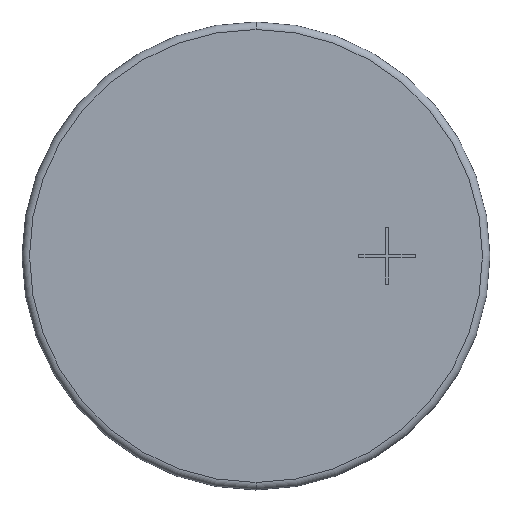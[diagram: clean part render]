
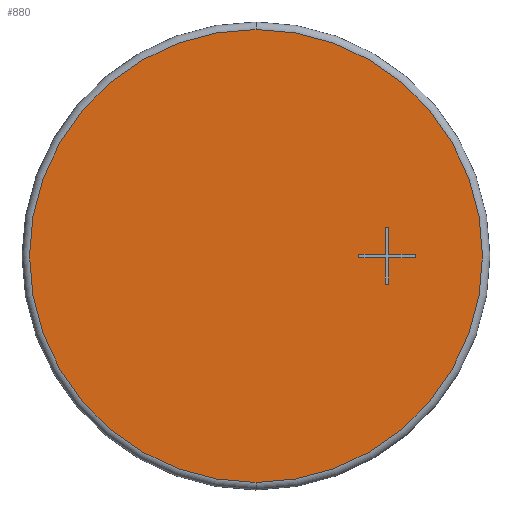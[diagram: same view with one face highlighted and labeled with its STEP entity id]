
A CAD part, top view. The second image highlights one B-rep face of the part: STEP entity #880.
In plain terms, the highlighted planar face has unit normal (0, 0, 1).
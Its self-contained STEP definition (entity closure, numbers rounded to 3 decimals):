
#394=CARTESIAN_POINT('',(0.,6.05,2.));
#395=VERTEX_POINT('',#394);
#403=CARTESIAN_POINT('',(0.,-6.05,2.0));
#404=VERTEX_POINT('',#403);
#405=CARTESIAN_POINT('',(0.0,0.0,2.0));
#406=DIRECTION('',(0.0,0.0,-1.0));
#407=DIRECTION('',(0.0,1.0,0.0));
#408=AXIS2_PLACEMENT_3D('',#405,#406,#407);
#409=CIRCLE('',#408,6.05);
#410=EDGE_CURVE('',#395,#404,#409,.T.);
#430=CARTESIAN_POINT('',(3.55,0.05,2.));
#431=VERTEX_POINT('',#430);
#438=CARTESIAN_POINT('',(3.55,0.75,2.));
#439=VERTEX_POINT('',#438);
#440=CARTESIAN_POINT('',(3.55,0.75,2.));
#441=DIRECTION('',(0.0,-1.0,0.0));
#442=VECTOR('',#441,0.7);
#443=LINE('',#440,#442);
#444=EDGE_CURVE('',#439,#431,#443,.T.);
#468=CARTESIAN_POINT('',(3.45,0.05,2.));
#469=VERTEX_POINT('',#468);
#486=CARTESIAN_POINT('',(3.45,0.75,2.));
#487=VERTEX_POINT('',#486);
#494=CARTESIAN_POINT('',(3.45,0.05,2.));
#495=DIRECTION('',(0.0,1.0,0.0));
#496=VECTOR('',#495,0.7);
#497=LINE('',#494,#496);
#498=EDGE_CURVE('',#469,#487,#497,.T.);
#510=CARTESIAN_POINT('',(3.45,-0.05,2.));
#511=VERTEX_POINT('',#510);
#518=CARTESIAN_POINT('',(3.45,-0.75,2.));
#519=VERTEX_POINT('',#518);
#520=CARTESIAN_POINT('',(3.45,-0.75,2.));
#521=DIRECTION('',(0.0,1.0,0.0));
#522=VECTOR('',#521,0.7);
#523=LINE('',#520,#522);
#524=EDGE_CURVE('',#519,#511,#523,.T.);
#549=CARTESIAN_POINT('',(3.45,0.75,2.));
#550=DIRECTION('',(1.0,0.0,0.0));
#551=VECTOR('',#550,0.1);
#552=LINE('',#549,#551);
#553=EDGE_CURVE('',#487,#439,#552,.T.);
#570=CARTESIAN_POINT('',(3.55,-0.05,2.));
#571=VERTEX_POINT('',#570);
#588=CARTESIAN_POINT('',(3.55,-0.75,2.));
#589=VERTEX_POINT('',#588);
#596=CARTESIAN_POINT('',(3.55,-0.05,2.));
#597=DIRECTION('',(0.0,-1.0,0.0));
#598=VECTOR('',#597,0.7);
#599=LINE('',#596,#598);
#600=EDGE_CURVE('',#571,#589,#599,.T.);
#611=CARTESIAN_POINT('',(3.55,-0.75,2.));
#612=DIRECTION('',(-1.0,0.0,0.0));
#613=VECTOR('',#612,0.1);
#614=LINE('',#611,#613);
#615=EDGE_CURVE('',#589,#519,#614,.T.);
#633=CARTESIAN_POINT('',(4.25,-0.05,2.));
#634=VERTEX_POINT('',#633);
#635=CARTESIAN_POINT('',(4.25,-0.05,2.));
#636=DIRECTION('',(-1.0,0.0,0.0));
#637=VECTOR('',#636,0.7);
#638=LINE('',#635,#637);
#639=EDGE_CURVE('',#634,#571,#638,.T.);
#664=CARTESIAN_POINT('',(2.75,0.05,2.));
#665=VERTEX_POINT('',#664);
#666=CARTESIAN_POINT('',(2.75,0.05,2.));
#667=DIRECTION('',(1.0,0.0,0.0));
#668=VECTOR('',#667,0.7);
#669=LINE('',#666,#668);
#670=EDGE_CURVE('',#665,#469,#669,.T.);
#740=CARTESIAN_POINT('',(2.75,-0.05,2.));
#741=VERTEX_POINT('',#740);
#748=CARTESIAN_POINT('',(3.45,-0.05,2.));
#749=DIRECTION('',(-1.0,0.0,0.0));
#750=VECTOR('',#749,0.7);
#751=LINE('',#748,#750);
#752=EDGE_CURVE('',#511,#741,#751,.T.);
#763=CARTESIAN_POINT('',(2.75,-0.05,2.));
#764=DIRECTION('',(0.0,1.0,0.0));
#765=VECTOR('',#764,0.1);
#766=LINE('',#763,#765);
#767=EDGE_CURVE('',#741,#665,#766,.T.);
#781=CARTESIAN_POINT('',(4.25,0.05,2.));
#782=VERTEX_POINT('',#781);
#789=CARTESIAN_POINT('',(3.55,0.05,2.));
#790=DIRECTION('',(1.0,0.0,0.0));
#791=VECTOR('',#790,0.7);
#792=LINE('',#789,#791);
#793=EDGE_CURVE('',#431,#782,#792,.T.);
#804=CARTESIAN_POINT('',(4.25,0.05,2.));
#805=DIRECTION('',(0.0,-1.0,0.0));
#806=VECTOR('',#805,0.1);
#807=LINE('',#804,#806);
#808=EDGE_CURVE('',#782,#634,#807,.T.);
#829=CARTESIAN_POINT('',(0.0,0.0,2.0));
#830=DIRECTION('',(0.0,0.0,-1.0));
#831=DIRECTION('',(0.0,1.0,0.0));
#832=AXIS2_PLACEMENT_3D('',#829,#830,#831);
#833=CIRCLE('',#832,6.05);
#834=EDGE_CURVE('',#404,#395,#833,.T.);
#857=CARTESIAN_POINT('',(0.0,0.0,2.0));
#858=DIRECTION('',(0.0,0.0,1.0));
#859=DIRECTION('',(0.0,1.0,0.0));
#860=AXIS2_PLACEMENT_3D('',#857,#858,#859);
#861=PLANE('',#860);
#862=ORIENTED_EDGE('',*,*,#834,.F.);
#863=ORIENTED_EDGE('',*,*,#410,.F.);
#864=EDGE_LOOP('',(#862,#863));
#865=FACE_OUTER_BOUND('',#864,.T.);
#866=ORIENTED_EDGE('',*,*,#600,.T.);
#867=ORIENTED_EDGE('',*,*,#615,.T.);
#868=ORIENTED_EDGE('',*,*,#524,.T.);
#869=ORIENTED_EDGE('',*,*,#752,.T.);
#870=ORIENTED_EDGE('',*,*,#767,.T.);
#871=ORIENTED_EDGE('',*,*,#670,.T.);
#872=ORIENTED_EDGE('',*,*,#498,.T.);
#873=ORIENTED_EDGE('',*,*,#553,.T.);
#874=ORIENTED_EDGE('',*,*,#444,.T.);
#875=ORIENTED_EDGE('',*,*,#793,.T.);
#876=ORIENTED_EDGE('',*,*,#808,.T.);
#877=ORIENTED_EDGE('',*,*,#639,.T.);
#878=EDGE_LOOP('',(#866,#867,#868,#869,#870,#871,#872,#873,#874,#875,#876,#877));
#879=FACE_BOUND('',#878,.T.);
#880=ADVANCED_FACE('',(#865,#879),#861,.T.);
